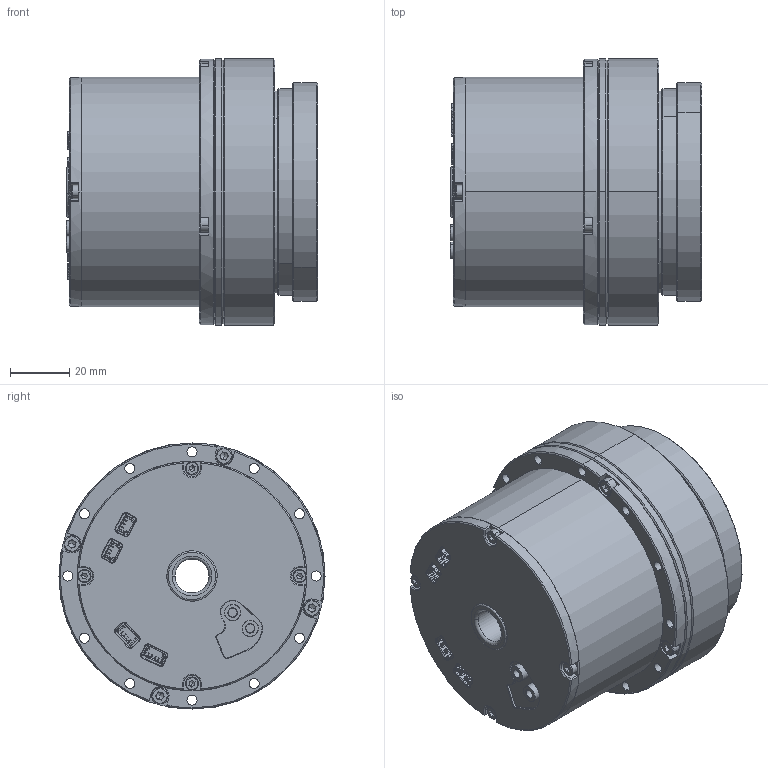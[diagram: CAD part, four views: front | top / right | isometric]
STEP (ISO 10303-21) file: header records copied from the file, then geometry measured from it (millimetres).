
FILE_DESCRIPTION (( 'STEP AP203' ), '1' );
FILE_NAME ('CM.1.3.1.1 Joint.STEP', '2023-11-10T18:12:03', ( '' ), ( '' ), 'SwSTEP 2.0', 'SolidWorks 2022', '' );
FILE_SCHEMA (( 'CONFIG_CONTROL_DESIGN' ));
Length unit declared in the file: metre
Products named in the file (1): CM.1.3.1.1 Joint
Bounding box: 85.02 x 90 x 90 mm (x, y, z)
Volume: 401907.6 mm3; surface area: 59470.9 mm2
Topology: 1 solids, 41 shells, 2130 faces, 5318 edges, 3335 vertices
Faces by surface type: plane 1357, cylinder 496, cone 223, torus 54
Entity records: 62460 total; most frequent: DIRECTION 10901, CARTESIAN_POINT 10800, ORIENTED_EDGE 10476, EDGE_CURVE 5238, LINE 3773, VECTOR 3773, AXIS2_PLACEMENT_3D 3564, VERTEX_POINT 3335
